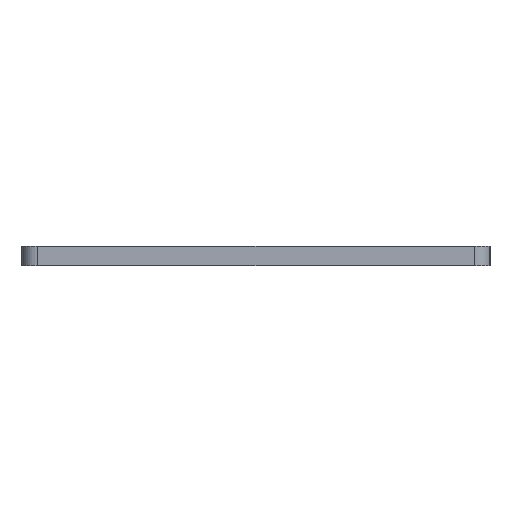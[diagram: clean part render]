
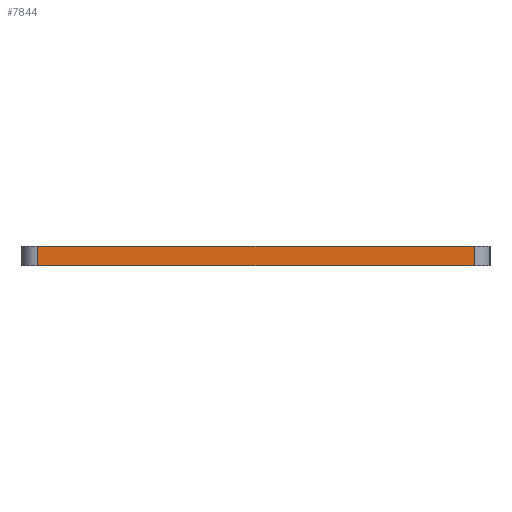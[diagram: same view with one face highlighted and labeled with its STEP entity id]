
A CAD part, left-side view. The second image highlights one B-rep face of the part: STEP entity #7844.
In plain terms, the highlighted planar face has unit normal (-1, 0, 0).
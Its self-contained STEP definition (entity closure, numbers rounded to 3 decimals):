
#83 = PLANE('',#84);
#84 = AXIS2_PLACEMENT_3D('',#85,#86,#87);
#85 = CARTESIAN_POINT('',(148.501,-105.004,1.6));
#86 = DIRECTION('',(0.,0.,1.));
#87 = DIRECTION('',(1.,0.,-0.));
#137 = PLANE('',#138);
#138 = AXIS2_PLACEMENT_3D('',#139,#140,#141);
#139 = CARTESIAN_POINT('',(148.501,-105.004,0.));
#140 = DIRECTION('',(0.,0.,1.));
#141 = DIRECTION('',(1.,0.,-0.));
#334 = VERTEX_POINT('',#335);
#335 = CARTESIAN_POINT('',(101.511,-87.224,0.));
#350 = CYLINDRICAL_SURFACE('',#351,1.27);
#351 = AXIS2_PLACEMENT_3D('',#352,#353,#354);
#352 = CARTESIAN_POINT('',(102.781,-87.224,0.));
#353 = DIRECTION('',(-0.,-0.,-1.));
#354 = DIRECTION('',(1.,0.,-0.));
#362 = EDGE_CURVE('',#334,#363,#365,.T.);
#363 = VERTEX_POINT('',#364);
#364 = CARTESIAN_POINT('',(101.511,-122.784,0.));
#365 = SURFACE_CURVE('',#366,(#370,#377),.PCURVE_S1.);
#366 = LINE('',#367,#368);
#367 = CARTESIAN_POINT('',(101.511,-87.224,0.));
#368 = VECTOR('',#369,1.);
#369 = DIRECTION('',(0.,-1.,0.));
#370 = PCURVE('',#137,#371);
#371 = DEFINITIONAL_REPRESENTATION('',(#372),#376);
#372 = LINE('',#373,#374);
#373 = CARTESIAN_POINT('',(-46.99,17.78));
#374 = VECTOR('',#375,1.);
#375 = DIRECTION('',(0.,-1.));
#376 = ( GEOMETRIC_REPRESENTATION_CONTEXT(2) 
PARAMETRIC_REPRESENTATION_CONTEXT() REPRESENTATION_CONTEXT('2D SPACE',''
  ) );
#377 = PCURVE('',#378,#383);
#378 = PLANE('',#379);
#379 = AXIS2_PLACEMENT_3D('',#380,#381,#382);
#380 = CARTESIAN_POINT('',(101.511,-87.224,0.));
#381 = DIRECTION('',(1.,0.,-0.));
#382 = DIRECTION('',(0.,-1.,0.));
#383 = DEFINITIONAL_REPRESENTATION('',(#384),#388);
#384 = LINE('',#385,#386);
#385 = CARTESIAN_POINT('',(0.,0.));
#386 = VECTOR('',#387,1.);
#387 = DIRECTION('',(1.,0.));
#388 = ( GEOMETRIC_REPRESENTATION_CONTEXT(2) 
PARAMETRIC_REPRESENTATION_CONTEXT() REPRESENTATION_CONTEXT('2D SPACE',''
  ) );
#407 = CYLINDRICAL_SURFACE('',#408,1.27);
#408 = AXIS2_PLACEMENT_3D('',#409,#410,#411);
#409 = CARTESIAN_POINT('',(102.781,-122.784,0.));
#410 = DIRECTION('',(-0.,-0.,-1.));
#411 = DIRECTION('',(1.,0.,-0.));
#4375 = VERTEX_POINT('',#4376);
#4376 = CARTESIAN_POINT('',(101.511,-87.224,1.6));
#4398 = EDGE_CURVE('',#4375,#4399,#4401,.T.);
#4399 = VERTEX_POINT('',#4400);
#4400 = CARTESIAN_POINT('',(101.511,-122.784,1.6));
#4401 = SURFACE_CURVE('',#4402,(#4406,#4413),.PCURVE_S1.);
#4402 = LINE('',#4403,#4404);
#4403 = CARTESIAN_POINT('',(101.511,-87.224,1.6));
#4404 = VECTOR('',#4405,1.);
#4405 = DIRECTION('',(0.,-1.,0.));
#4406 = PCURVE('',#83,#4407);
#4407 = DEFINITIONAL_REPRESENTATION('',(#4408),#4412);
#4408 = LINE('',#4409,#4410);
#4409 = CARTESIAN_POINT('',(-46.99,17.78));
#4410 = VECTOR('',#4411,1.);
#4411 = DIRECTION('',(0.,-1.));
#4412 = ( GEOMETRIC_REPRESENTATION_CONTEXT(2) 
PARAMETRIC_REPRESENTATION_CONTEXT() REPRESENTATION_CONTEXT('2D SPACE',''
  ) );
#4413 = PCURVE('',#378,#4414);
#4414 = DEFINITIONAL_REPRESENTATION('',(#4415),#4419);
#4415 = LINE('',#4416,#4417);
#4416 = CARTESIAN_POINT('',(0.,-1.6));
#4417 = VECTOR('',#4418,1.);
#4418 = DIRECTION('',(1.,0.));
#4419 = ( GEOMETRIC_REPRESENTATION_CONTEXT(2) 
PARAMETRIC_REPRESENTATION_CONTEXT() REPRESENTATION_CONTEXT('2D SPACE',''
  ) );
#7794 = EDGE_CURVE('',#363,#4399,#7795,.T.);
#7795 = SURFACE_CURVE('',#7796,(#7800,#7807),.PCURVE_S1.);
#7796 = LINE('',#7797,#7798);
#7797 = CARTESIAN_POINT('',(101.511,-122.784,0.));
#7798 = VECTOR('',#7799,1.);
#7799 = DIRECTION('',(0.,0.,1.));
#7800 = PCURVE('',#407,#7801);
#7801 = DEFINITIONAL_REPRESENTATION('',(#7802),#7806);
#7802 = LINE('',#7803,#7804);
#7803 = CARTESIAN_POINT('',(-3.141,0.));
#7804 = VECTOR('',#7805,1.);
#7805 = DIRECTION('',(-0.,-1.));
#7806 = ( GEOMETRIC_REPRESENTATION_CONTEXT(2) 
PARAMETRIC_REPRESENTATION_CONTEXT() REPRESENTATION_CONTEXT('2D SPACE',''
  ) );
#7807 = PCURVE('',#378,#7808);
#7808 = DEFINITIONAL_REPRESENTATION('',(#7809),#7813);
#7809 = LINE('',#7810,#7811);
#7810 = CARTESIAN_POINT('',(35.56,0.));
#7811 = VECTOR('',#7812,1.);
#7812 = DIRECTION('',(0.,-1.));
#7813 = ( GEOMETRIC_REPRESENTATION_CONTEXT(2) 
PARAMETRIC_REPRESENTATION_CONTEXT() REPRESENTATION_CONTEXT('2D SPACE',''
  ) );
#7823 = EDGE_CURVE('',#334,#4375,#7824,.T.);
#7824 = SURFACE_CURVE('',#7825,(#7829,#7836),.PCURVE_S1.);
#7825 = LINE('',#7826,#7827);
#7826 = CARTESIAN_POINT('',(101.511,-87.224,0.));
#7827 = VECTOR('',#7828,1.);
#7828 = DIRECTION('',(0.,0.,1.));
#7829 = PCURVE('',#350,#7830);
#7830 = DEFINITIONAL_REPRESENTATION('',(#7831),#7835);
#7831 = LINE('',#7832,#7833);
#7832 = CARTESIAN_POINT('',(-3.141,0.));
#7833 = VECTOR('',#7834,1.);
#7834 = DIRECTION('',(-0.,-1.));
#7835 = ( GEOMETRIC_REPRESENTATION_CONTEXT(2) 
PARAMETRIC_REPRESENTATION_CONTEXT() REPRESENTATION_CONTEXT('2D SPACE',''
  ) );
#7836 = PCURVE('',#378,#7837);
#7837 = DEFINITIONAL_REPRESENTATION('',(#7838),#7842);
#7838 = LINE('',#7839,#7840);
#7839 = CARTESIAN_POINT('',(0.,0.));
#7840 = VECTOR('',#7841,1.);
#7841 = DIRECTION('',(0.,-1.));
#7842 = ( GEOMETRIC_REPRESENTATION_CONTEXT(2) 
PARAMETRIC_REPRESENTATION_CONTEXT() REPRESENTATION_CONTEXT('2D SPACE',''
  ) );
#7844 = ADVANCED_FACE('',(#7845),#378,.F.);
#7845 = FACE_BOUND('',#7846,.F.);
#7846 = EDGE_LOOP('',(#7847,#7848,#7849,#7850));
#7847 = ORIENTED_EDGE('',*,*,#7823,.T.);
#7848 = ORIENTED_EDGE('',*,*,#4398,.T.);
#7849 = ORIENTED_EDGE('',*,*,#7794,.F.);
#7850 = ORIENTED_EDGE('',*,*,#362,.F.);
